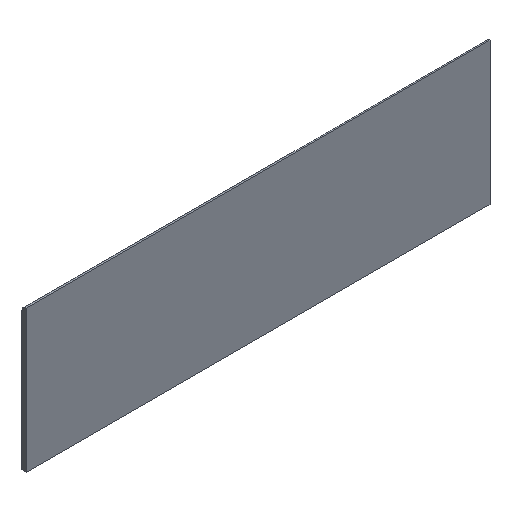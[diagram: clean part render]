
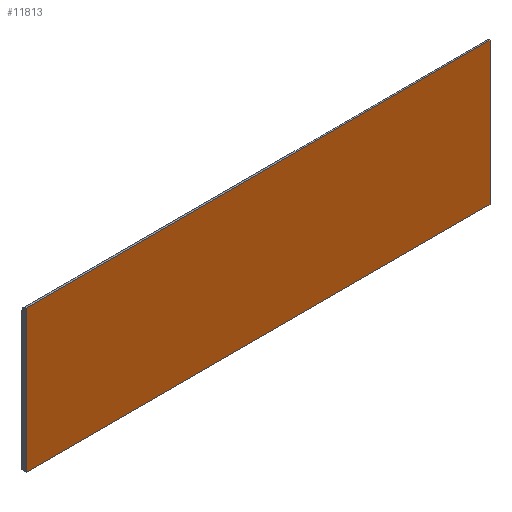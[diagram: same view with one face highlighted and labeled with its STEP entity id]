
A CAD part, isometric view. The second image highlights one B-rep face of the part: STEP entity #11813.
In plain terms, the highlighted planar face has unit normal (0, -1, 0).
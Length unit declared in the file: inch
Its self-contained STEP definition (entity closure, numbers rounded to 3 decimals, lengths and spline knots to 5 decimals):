
#28 = EDGE_CURVE ( 'NONE', #9772, #9757, #12354, .T. ) ;
#42 = EDGE_CURVE ( 'NONE', #9756, #9810, #12397, .T. ) ;
#62 = EDGE_CURVE ( 'NONE', #9757, #9756, #2974, .T. ) ;
#396 = EDGE_LOOP ( 'NONE', ( #10215, #10218, #10214, #10216 ) ) ;
#572 = EDGE_CURVE ( 'NONE', #9810, #9772, #3118, .T. ) ;
#2419 = AXIS2_PLACEMENT_3D ( 'NONE', #7478, #7479, #7480 ) ;
#2974 = LINE ( 'NONE', #9014, #2981 ) ;
#2981 = VECTOR ( 'NONE', #10049, 39.37008 ) ;
#3118 = LINE ( 'NONE', #9481, #3125 ) ;
#3125 = VECTOR ( 'NONE', #9323, 39.37008 ) ;
#5540 = CARTESIAN_POINT ( 'NONE',  ( -6., 0., 1.75 ) ) ;
#5541 = CARTESIAN_POINT ( 'NONE',  ( 5.41552, 0., 1.75 ) ) ;
#5556 = CARTESIAN_POINT ( 'NONE',  ( 5.41552, 0., -1.75 ) ) ;
#5594 = CARTESIAN_POINT ( 'NONE',  ( -6., 0., -1.75 ) ) ;
#6942 = FACE_OUTER_BOUND ( 'NONE', #396, .T. ) ;
#7465 = PLANE ( 'NONE',  #2419 ) ;
#7478 = CARTESIAN_POINT ( 'NONE',  ( -6., 0., -1.75 ) ) ;
#7479 = DIRECTION ( 'NONE',  ( 0., 1., 0. ) ) ;
#7480 = DIRECTION ( 'NONE',  ( 0., 0., 1. ) ) ;
#9014 = CARTESIAN_POINT ( 'NONE',  ( -0.29224, 0., 1.75 ) ) ;
#9323 = DIRECTION ( 'NONE',  ( 1., 0., 0. ) ) ;
#9481 = CARTESIAN_POINT ( 'NONE',  ( -0.29224, 0., -1.75 ) ) ;
#9756 = VERTEX_POINT ( 'NONE', #5540 ) ;
#9757 = VERTEX_POINT ( 'NONE', #5541 ) ;
#9772 = VERTEX_POINT ( 'NONE', #5556 ) ;
#9810 = VERTEX_POINT ( 'NONE', #5594 ) ;
#10049 = DIRECTION ( 'NONE',  ( -1., 0., 0. ) ) ;
#10214 = ORIENTED_EDGE ( 'NONE', *, *, #62, .T. ) ;
#10215 = ORIENTED_EDGE ( 'NONE', *, *, #572, .T. ) ;
#10216 = ORIENTED_EDGE ( 'NONE', *, *, #42, .T. ) ;
#10218 = ORIENTED_EDGE ( 'NONE', *, *, #28, .T. ) ;
#11201 = CARTESIAN_POINT ( 'NONE',  ( -6., 0., 0.0105 ) ) ;
#11813 = ADVANCED_FACE ( 'NONE', ( #6942 ), #7465, .F. ) ;
#12354 = LINE ( 'NONE', #12618, #12361 ) ;
#12361 = VECTOR ( 'NONE', #12617, 39.37008 ) ;
#12397 = LINE ( 'NONE', #11201, #12410 ) ;
#12410 = VECTOR ( 'NONE', #12674, 39.37008 ) ;
#12617 = DIRECTION ( 'NONE',  ( 0., 0., 1. ) ) ;
#12618 = CARTESIAN_POINT ( 'NONE',  ( 5.41552, 0., 0.0105 ) ) ;
#12674 = DIRECTION ( 'NONE',  ( 0., 0., -1. ) ) ;
